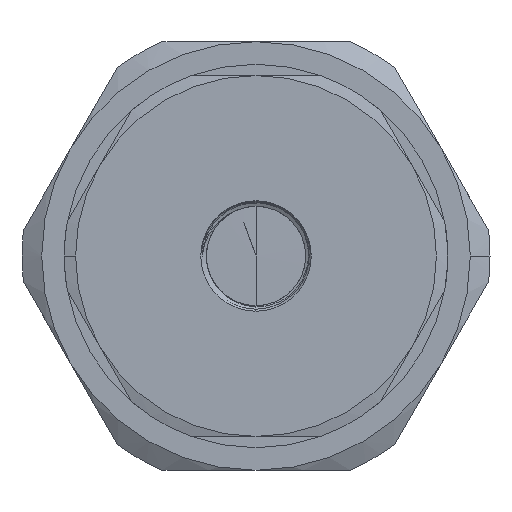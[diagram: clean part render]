
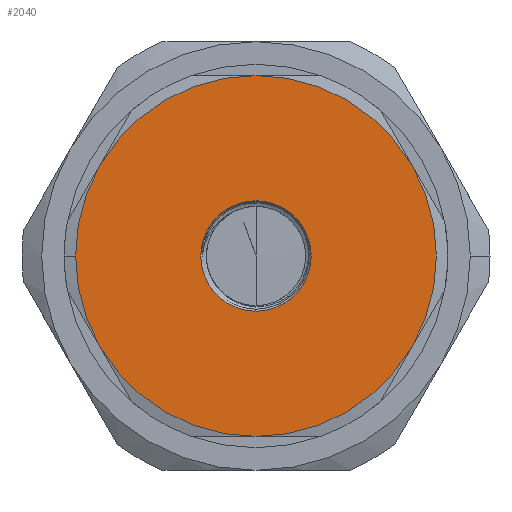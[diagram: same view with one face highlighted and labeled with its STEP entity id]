
A CAD part, left-side view. The second image highlights one B-rep face of the part: STEP entity #2040.
In plain terms, the highlighted planar face has unit normal (-1, 0, 0).
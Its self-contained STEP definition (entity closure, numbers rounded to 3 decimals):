
#2040 = ADVANCED_FACE ( 'NONE', ( #6341, #6336 ), #3447, .F. ) ;
#2057 = VERTEX_POINT ( 'NONE', #3461 ) ;
#2565 = EDGE_CURVE ( 'NONE', #6435, #9965, #11108, .T. ) ;
#2568 = EDGE_CURVE ( 'NONE', #2057, #9967, #11111, .T. ) ;
#2591 = EDGE_CURVE ( 'NONE', #9116, #2057, #11121, .T. ) ;
#2592 = EDGE_CURVE ( 'NONE', #9063, #9116, #11133, .T. ) ;
#2593 = EDGE_CURVE ( 'NONE', #9124, #9063, #11134, .T. ) ;
#2594 = EDGE_CURVE ( 'NONE', #9090, #9124, #11135, .T. ) ;
#2595 = EDGE_CURVE ( 'NONE', #9059, #9090, #11136, .T. ) ;
#2596 = EDGE_CURVE ( 'NONE', #9967, #9059, #11137, .T. ) ;
#2597 = EDGE_CURVE ( 'NONE', #9965, #6435, #11138, .T. ) ;
#2747 = AXIS2_PLACEMENT_3D ( 'NONE', #3956, #3957, #3958 ) ;
#2748 = AXIS2_PLACEMENT_3D ( 'NONE', #3973, #3974, #3975 ) ;
#2753 = AXIS2_PLACEMENT_3D ( 'NONE', #4058, #4059, #4060 ) ;
#2754 = AXIS2_PLACEMENT_3D ( 'NONE', #4061, #4062, #4063 ) ;
#2755 = AXIS2_PLACEMENT_3D ( 'NONE', #4064, #4065, #4066 ) ;
#2756 = AXIS2_PLACEMENT_3D ( 'NONE', #4067, #4068, #4069 ) ;
#2757 = AXIS2_PLACEMENT_3D ( 'NONE', #4070, #4071, #4072 ) ;
#2758 = AXIS2_PLACEMENT_3D ( 'NONE', #4073, #4074, #4075 ) ;
#2759 = AXIS2_PLACEMENT_3D ( 'NONE', #4078, #4079, #4080 ) ;
#3446 = CARTESIAN_POINT ( 'NONE',  ( -4.03, 9.238, 16. ) ) ;
#3447 = PLANE ( 'NONE',  #7962 ) ;
#3449 = DIRECTION ( 'NONE',  ( 1., 0., 0. ) ) ;
#3450 = DIRECTION ( 'NONE',  ( 0., 0., -1. ) ) ;
#3461 = CARTESIAN_POINT ( 'NONE',  ( -4.03, 13.856, -8. ) ) ;
#3956 = CARTESIAN_POINT ( 'NONE',  ( -4.03, 0., 0. ) ) ;
#3957 = DIRECTION ( 'NONE',  ( -1., 0., 0. ) ) ;
#3958 = DIRECTION ( 'NONE',  ( 0., 0., 1. ) ) ;
#3973 = CARTESIAN_POINT ( 'NONE',  ( -4.03, 0., 0. ) ) ;
#3974 = DIRECTION ( 'NONE',  ( 1., 0., 0. ) ) ;
#3975 = DIRECTION ( 'NONE',  ( 0., 1., 0. ) ) ;
#4058 = CARTESIAN_POINT ( 'NONE',  ( -4.03, 0., 0. ) ) ;
#4059 = DIRECTION ( 'NONE',  ( 1., 0., 0. ) ) ;
#4060 = DIRECTION ( 'NONE',  ( 0., 1., 0. ) ) ;
#4061 = CARTESIAN_POINT ( 'NONE',  ( -4.03, 0., 0. ) ) ;
#4062 = DIRECTION ( 'NONE',  ( 1., 0., 0. ) ) ;
#4063 = DIRECTION ( 'NONE',  ( 0., 1., 0. ) ) ;
#4064 = CARTESIAN_POINT ( 'NONE',  ( -4.03, 0., 0. ) ) ;
#4065 = DIRECTION ( 'NONE',  ( 1., 0., 0. ) ) ;
#4066 = DIRECTION ( 'NONE',  ( 0., 1., 0. ) ) ;
#4067 = CARTESIAN_POINT ( 'NONE',  ( -4.03, 0., 0. ) ) ;
#4068 = DIRECTION ( 'NONE',  ( 1., 0., 0. ) ) ;
#4069 = DIRECTION ( 'NONE',  ( 0., 1., 0. ) ) ;
#4070 = CARTESIAN_POINT ( 'NONE',  ( -4.03, 0., 0. ) ) ;
#4071 = DIRECTION ( 'NONE',  ( 1., 0., 0. ) ) ;
#4072 = DIRECTION ( 'NONE',  ( 0., 1., 0. ) ) ;
#4073 = CARTESIAN_POINT ( 'NONE',  ( -4.03, 0., 0. ) ) ;
#4074 = DIRECTION ( 'NONE',  ( 1., 0., 0. ) ) ;
#4075 = DIRECTION ( 'NONE',  ( 0., 1., 0. ) ) ;
#4078 = CARTESIAN_POINT ( 'NONE',  ( -4.03, 0., 0. ) ) ;
#4079 = DIRECTION ( 'NONE',  ( -1., 0., 0. ) ) ;
#4080 = DIRECTION ( 'NONE',  ( 0., 0., 1. ) ) ;
#4401 = CARTESIAN_POINT ( 'NONE',  ( -4.03, 0., -4.9 ) ) ;
#4607 = CARTESIAN_POINT ( 'NONE',  ( -4.03, 13.856, 8. ) ) ;
#4611 = CARTESIAN_POINT ( 'NONE',  ( -4.03, -13.856, -8. ) ) ;
#4638 = CARTESIAN_POINT ( 'NONE',  ( -4.03, 0., 16. ) ) ;
#4664 = CARTESIAN_POINT ( 'NONE',  ( -4.03, 0., -16. ) ) ;
#4672 = CARTESIAN_POINT ( 'NONE',  ( -4.03, -13.856, 8. ) ) ;
#4886 = CARTESIAN_POINT ( 'NONE',  ( -4.03, 0., 4.9 ) ) ;
#4896 = CARTESIAN_POINT ( 'NONE',  ( -4.03, 16., 0. ) ) ;
#6336 = FACE_BOUND ( 'NONE', #9255, .T. ) ;
#6341 = FACE_OUTER_BOUND ( 'NONE', #9256, .T. ) ;
#6435 = VERTEX_POINT ( 'NONE', #4401 ) ;
#7962 = AXIS2_PLACEMENT_3D ( 'NONE', #3446, #3449, #3450 ) ;
#8877 = ORIENTED_EDGE ( 'NONE', *, *, #2594, .F. ) ;
#8883 = ORIENTED_EDGE ( 'NONE', *, *, #2591, .F. ) ;
#8887 = ORIENTED_EDGE ( 'NONE', *, *, #2593, .F. ) ;
#8929 = ORIENTED_EDGE ( 'NONE', *, *, #2565, .F. ) ;
#8945 = ORIENTED_EDGE ( 'NONE', *, *, #2595, .F. ) ;
#9059 = VERTEX_POINT ( 'NONE', #4607 ) ;
#9063 = VERTEX_POINT ( 'NONE', #4611 ) ;
#9090 = VERTEX_POINT ( 'NONE', #4638 ) ;
#9116 = VERTEX_POINT ( 'NONE', #4664 ) ;
#9124 = VERTEX_POINT ( 'NONE', #4672 ) ;
#9255 = EDGE_LOOP ( 'NONE', ( #9413, #8929 ) ) ;
#9256 = EDGE_LOOP ( 'NONE', ( #8883, #9479, #8887, #8877, #8945, #9410, #9426 ) ) ;
#9410 = ORIENTED_EDGE ( 'NONE', *, *, #2596, .F. ) ;
#9413 = ORIENTED_EDGE ( 'NONE', *, *, #2597, .F. ) ;
#9426 = ORIENTED_EDGE ( 'NONE', *, *, #2568, .F. ) ;
#9479 = ORIENTED_EDGE ( 'NONE', *, *, #2592, .F. ) ;
#9965 = VERTEX_POINT ( 'NONE', #4886 ) ;
#9967 = VERTEX_POINT ( 'NONE', #4896 ) ;
#11108 = CIRCLE ( 'NONE', #2747, 4.9 ) ;
#11111 = CIRCLE ( 'NONE', #2748, 16. ) ;
#11121 = CIRCLE ( 'NONE', #2753, 16. ) ;
#11133 = CIRCLE ( 'NONE', #2754, 16. ) ;
#11134 = CIRCLE ( 'NONE', #2755, 16. ) ;
#11135 = CIRCLE ( 'NONE', #2756, 16. ) ;
#11136 = CIRCLE ( 'NONE', #2757, 16. ) ;
#11137 = CIRCLE ( 'NONE', #2758, 16. ) ;
#11138 = CIRCLE ( 'NONE', #2759, 4.9 ) ;
